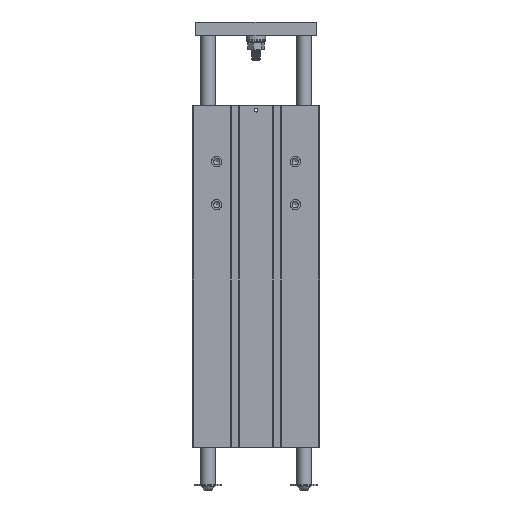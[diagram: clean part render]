
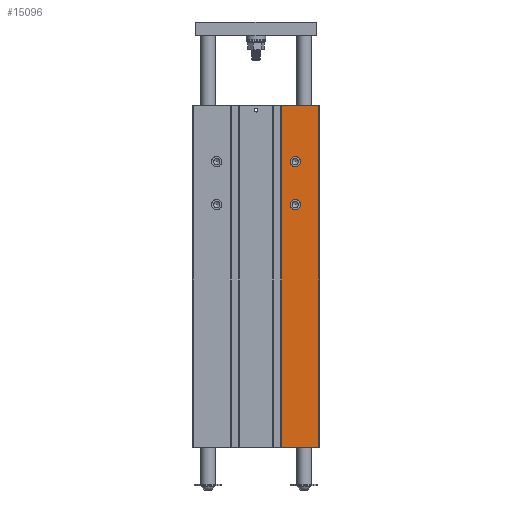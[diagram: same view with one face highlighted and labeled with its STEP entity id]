
A CAD part, front view. The second image highlights one B-rep face of the part: STEP entity #15096.
In plain terms, the highlighted planar face has unit normal (0, -1, 0).
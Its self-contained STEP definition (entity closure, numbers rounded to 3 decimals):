
#120 = ORIENTED_EDGE ( 'NONE', *, *, #27199, .T. ) ;
#160 = AXIS2_PLACEMENT_3D ( 'NONE', #27635, #12419, #28652 ) ;
#233 = VECTOR ( 'NONE', #16771, 1000. ) ;
#408 = LINE ( 'NONE', #3694, #233 ) ;
#1127 = DIRECTION ( 'NONE',  ( 1., 0., 0. ) ) ;
#2894 = EDGE_CURVE ( 'NONE', #4964, #33809, #24934, .T. ) ;
#3694 = CARTESIAN_POINT ( 'NONE',  ( 68., -35., -370. ) ) ;
#4964 = VERTEX_POINT ( 'NONE', #7808 ) ;
#5246 = LINE ( 'NONE', #7847, #15829 ) ;
#6016 = LINE ( 'NONE', #19742, #33984 ) ;
#6069 = DIRECTION ( 'NONE',  ( 0., -1., 0. ) ) ;
#6529 = AXIS2_PLACEMENT_3D ( 'NONE', #14858, #26003, #27919 ) ;
#6709 = EDGE_CURVE ( 'NONE', #21849, #13108, #408, .T. ) ;
#6822 = FACE_BOUND ( 'NONE', #20055, .T. ) ;
#6976 = EDGE_CURVE ( 'NONE', #4964, #13108, #5246, .T. ) ;
#7796 = CIRCLE ( 'NONE', #15060, 5.5 ) ;
#7808 = CARTESIAN_POINT ( 'NONE',  ( 27.1, -35., 0. ) ) ;
#7847 = CARTESIAN_POINT ( 'NONE',  ( -68.5, -35., 0. ) ) ;
#8866 = EDGE_LOOP ( 'NONE', ( #30256 ) ) ;
#8950 = CIRCLE ( 'NONE', #160, 5.5 ) ;
#9583 = FACE_OUTER_BOUND ( 'NONE', #15827, .T. ) ;
#12032 = DIRECTION ( 'NONE',  ( 0., 0., -1. ) ) ;
#12110 = VERTEX_POINT ( 'NONE', #19945 ) ;
#12419 = DIRECTION ( 'NONE',  ( 0., -1., 0. ) ) ;
#12445 = VERTEX_POINT ( 'NONE', #23092 ) ;
#12513 = CARTESIAN_POINT ( 'NONE',  ( 68., -35., 0. ) ) ;
#13108 = VERTEX_POINT ( 'NONE', #12513 ) ;
#13990 = CARTESIAN_POINT ( 'NONE',  ( 27.1, -35., -370. ) ) ;
#14858 = CARTESIAN_POINT ( 'NONE',  ( -68.5, -35., -370. ) ) ;
#15029 = PLANE ( 'NONE',  #6529 ) ;
#15060 = AXIS2_PLACEMENT_3D ( 'NONE', #19459, #6069, #16700 ) ;
#15096 = ADVANCED_FACE ( 'NONE', ( #20596, #6822, #9583 ), #15029, .T. ) ;
#15827 = EDGE_LOOP ( 'NONE', ( #30722, #25000, #120, #26992 ) ) ;
#15829 = VECTOR ( 'NONE', #34063, 1000. ) ;
#16700 = DIRECTION ( 'NONE',  ( 0., 0., -1. ) ) ;
#16771 = DIRECTION ( 'NONE',  ( 0., 0., 1. ) ) ;
#16900 = EDGE_CURVE ( 'NONE', #12445, #12445, #7796, .T. ) ;
#19459 = CARTESIAN_POINT ( 'NONE',  ( 42.5, -35., -107.25 ) ) ;
#19742 = CARTESIAN_POINT ( 'NONE',  ( -68.5, -35., -370. ) ) ;
#19945 = CARTESIAN_POINT ( 'NONE',  ( 42.5, -35., -66.25 ) ) ;
#20055 = EDGE_LOOP ( 'NONE', ( #30902 ) ) ;
#20596 = FACE_BOUND ( 'NONE', #8866, .T. ) ;
#21849 = VERTEX_POINT ( 'NONE', #30009 ) ;
#23092 = CARTESIAN_POINT ( 'NONE',  ( 42.5, -35., -112.75 ) ) ;
#24934 = LINE ( 'NONE', #13990, #32000 ) ;
#25000 = ORIENTED_EDGE ( 'NONE', *, *, #2894, .T. ) ;
#26003 = DIRECTION ( 'NONE',  ( 0., -1., 0. ) ) ;
#26992 = ORIENTED_EDGE ( 'NONE', *, *, #6709, .T. ) ;
#27199 = EDGE_CURVE ( 'NONE', #33809, #21849, #6016, .T. ) ;
#27635 = CARTESIAN_POINT ( 'NONE',  ( 42.5, -35., -60.75 ) ) ;
#27919 = DIRECTION ( 'NONE',  ( 0., 0., -1. ) ) ;
#28183 = CARTESIAN_POINT ( 'NONE',  ( 27.1, -35., -370. ) ) ;
#28652 = DIRECTION ( 'NONE',  ( 0., 0., -1. ) ) ;
#30009 = CARTESIAN_POINT ( 'NONE',  ( 68., -35., -370. ) ) ;
#30256 = ORIENTED_EDGE ( 'NONE', *, *, #16900, .F. ) ;
#30430 = EDGE_CURVE ( 'NONE', #12110, #12110, #8950, .T. ) ;
#30722 = ORIENTED_EDGE ( 'NONE', *, *, #6976, .F. ) ;
#30902 = ORIENTED_EDGE ( 'NONE', *, *, #30430, .F. ) ;
#32000 = VECTOR ( 'NONE', #12032, 1000. ) ;
#33809 = VERTEX_POINT ( 'NONE', #28183 ) ;
#33984 = VECTOR ( 'NONE', #1127, 1000. ) ;
#34063 = DIRECTION ( 'NONE',  ( 1., 0., 0. ) ) ;
